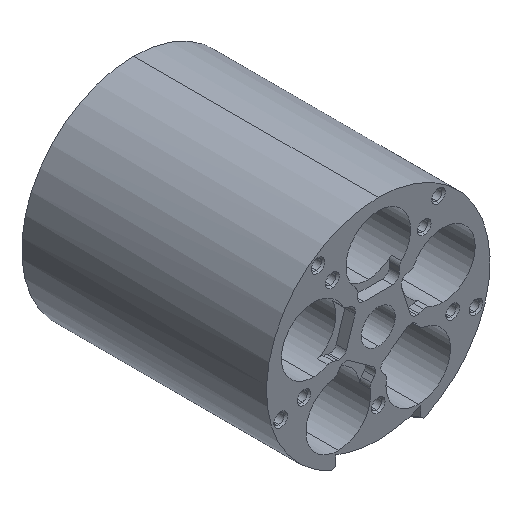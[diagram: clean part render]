
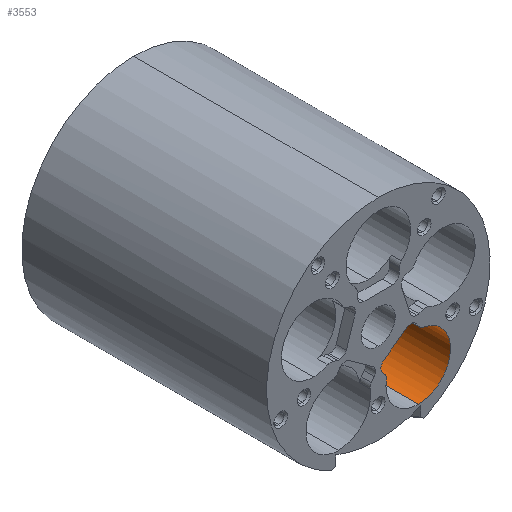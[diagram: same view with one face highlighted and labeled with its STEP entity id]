
A CAD part, isometric view. The second image highlights one B-rep face of the part: STEP entity #3553.
In plain terms, the highlighted cylindrical face has radius 9.5 mm (diameter 19 mm), a partial arc.
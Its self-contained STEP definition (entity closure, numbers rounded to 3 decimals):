
#12 = DIRECTION ( 'NONE',  ( 0., 0., 1. ) ) ;
#13 = VERTEX_POINT ( 'NONE', #4094 ) ;
#52 = CARTESIAN_POINT ( 'NONE',  ( 11.756, 69., -16.18 ) ) ;
#118 = AXIS2_PLACEMENT_3D ( 'NONE', #2589, #3232, #5824 ) ;
#197 = EDGE_CURVE ( 'NONE', #2964, #4349, #3678, .T. ) ;
#203 = DIRECTION ( 'NONE',  ( 0., 1., 0. ) ) ;
#217 = CARTESIAN_POINT ( 'NONE',  ( 13.321, 72., -6.81 ) ) ;
#379 = CARTESIAN_POINT ( 'NONE',  ( 11.756, 72., -6.68 ) ) ;
#614 = VERTEX_POINT ( 'NONE', #2174 ) ;
#652 = ORIENTED_EDGE ( 'NONE', *, *, #197, .T. ) ;
#656 = CARTESIAN_POINT ( 'NONE',  ( 11.756, 3., -6.68 ) ) ;
#698 = DIRECTION ( 'NONE',  ( 0., -1., 0. ) ) ;
#790 = ORIENTED_EDGE ( 'NONE', *, *, #4475, .T. ) ;
#835 = CIRCLE ( 'NONE', #3403, 9.5 ) ;
#934 = CARTESIAN_POINT ( 'NONE',  ( 13.321, 72., -6.81 ) ) ;
#954 = ORIENTED_EDGE ( 'NONE', *, *, #6597, .T. ) ;
#984 = CYLINDRICAL_SURFACE ( 'NONE', #118, 9.5 ) ;
#1159 = DIRECTION ( 'NONE',  ( 0., 0., 1. ) ) ;
#1222 = LINE ( 'NONE', #5998, #2983 ) ;
#1382 = EDGE_LOOP ( 'NONE', ( #1852, #3786, #790, #3308, #954, #6209, #3146, #652 ) ) ;
#1662 = AXIS2_PLACEMENT_3D ( 'NONE', #2074, #4285, #12 ) ;
#1668 = DIRECTION ( 'NONE',  ( 0., 0., 1. ) ) ;
#1818 = EDGE_CURVE ( 'NONE', #3807, #4148, #6801, .T. ) ;
#1828 = DIRECTION ( 'NONE',  ( 0., 1., 0. ) ) ;
#1852 = ORIENTED_EDGE ( 'NONE', *, *, #6715, .F. ) ;
#1983 = CARTESIAN_POINT ( 'NONE',  ( 11.756, 72., -16.18 ) ) ;
#2074 = CARTESIAN_POINT ( 'NONE',  ( 11.756, 3., -16.18 ) ) ;
#2149 = CARTESIAN_POINT ( 'NONE',  ( 11.756, 72., -25.68 ) ) ;
#2174 = CARTESIAN_POINT ( 'NONE',  ( 11.756, 69., -6.68 ) ) ;
#2309 = VECTOR ( 'NONE', #4019, 1000. ) ;
#2514 = LINE ( 'NONE', #379, #2309 ) ;
#2589 = CARTESIAN_POINT ( 'NONE',  ( 11.756, 72., -16.18 ) ) ;
#2612 = DIRECTION ( 'NONE',  ( 0., 0., 1. ) ) ;
#2636 = CARTESIAN_POINT ( 'NONE',  ( 13.321, 69., -6.81 ) ) ;
#2964 = VERTEX_POINT ( 'NONE', #6784 ) ;
#2983 = VECTOR ( 'NONE', #698, 1000. ) ;
#3146 = ORIENTED_EDGE ( 'NONE', *, *, #5521, .T. ) ;
#3218 = DIRECTION ( 'NONE',  ( 0., 1., 0. ) ) ;
#3232 = DIRECTION ( 'NONE',  ( 0., -1., 0. ) ) ;
#3308 = ORIENTED_EDGE ( 'NONE', *, *, #5545, .T. ) ;
#3403 = AXIS2_PLACEMENT_3D ( 'NONE', #1983, #3218, #2612 ) ;
#3553 = ADVANCED_FACE ( 'NONE', ( #5404 ), #984, .F. ) ;
#3678 = CIRCLE ( 'NONE', #1662, 9.5 ) ;
#3786 = ORIENTED_EDGE ( 'NONE', *, *, #6373, .F. ) ;
#3807 = VERTEX_POINT ( 'NONE', #6233 ) ;
#4019 = DIRECTION ( 'NONE',  ( 0., -1., 0. ) ) ;
#4094 = CARTESIAN_POINT ( 'NONE',  ( 13.321, 72., -6.81 ) ) ;
#4148 = VERTEX_POINT ( 'NONE', #5146 ) ;
#4211 = CIRCLE ( 'NONE', #5452, 9.5 ) ;
#4285 = DIRECTION ( 'NONE',  ( 0., -1., 0. ) ) ;
#4349 = VERTEX_POINT ( 'NONE', #656 ) ;
#4475 = EDGE_CURVE ( 'NONE', #5911, #13, #5591, .T. ) ;
#4779 = AXIS2_PLACEMENT_3D ( 'NONE', #6494, #203, #1159 ) ;
#4898 = DIRECTION ( 'NONE',  ( 0., -1., 0. ) ) ;
#5146 = CARTESIAN_POINT ( 'NONE',  ( 11.756, 0., -25.68 ) ) ;
#5285 = LINE ( 'NONE', #934, #6889 ) ;
#5358 = DIRECTION ( 'NONE',  ( 0., 1., 0. ) ) ;
#5404 = FACE_OUTER_BOUND ( 'NONE', #1382, .T. ) ;
#5452 = AXIS2_PLACEMENT_3D ( 'NONE', #52, #4898, #1668 ) ;
#5521 = EDGE_CURVE ( 'NONE', #3807, #2964, #5285, .T. ) ;
#5545 = EDGE_CURVE ( 'NONE', #13, #5947, #835, .T. ) ;
#5591 = LINE ( 'NONE', #217, #5642 ) ;
#5642 = VECTOR ( 'NONE', #1828, 1000. ) ;
#5824 = DIRECTION ( 'NONE',  ( 0., 0., -1. ) ) ;
#5911 = VERTEX_POINT ( 'NONE', #2636 ) ;
#5947 = VERTEX_POINT ( 'NONE', #2149 ) ;
#5998 = CARTESIAN_POINT ( 'NONE',  ( 11.756, 72., -25.68 ) ) ;
#6209 = ORIENTED_EDGE ( 'NONE', *, *, #1818, .F. ) ;
#6233 = CARTESIAN_POINT ( 'NONE',  ( 13.321, 0., -6.81 ) ) ;
#6373 = EDGE_CURVE ( 'NONE', #5911, #614, #4211, .T. ) ;
#6494 = CARTESIAN_POINT ( 'NONE',  ( 11.756, 0., -16.18 ) ) ;
#6597 = EDGE_CURVE ( 'NONE', #5947, #4148, #1222, .T. ) ;
#6715 = EDGE_CURVE ( 'NONE', #614, #4349, #2514, .T. ) ;
#6784 = CARTESIAN_POINT ( 'NONE',  ( 13.321, 3., -6.81 ) ) ;
#6801 = CIRCLE ( 'NONE', #4779, 9.5 ) ;
#6889 = VECTOR ( 'NONE', #5358, 1000. ) ;
